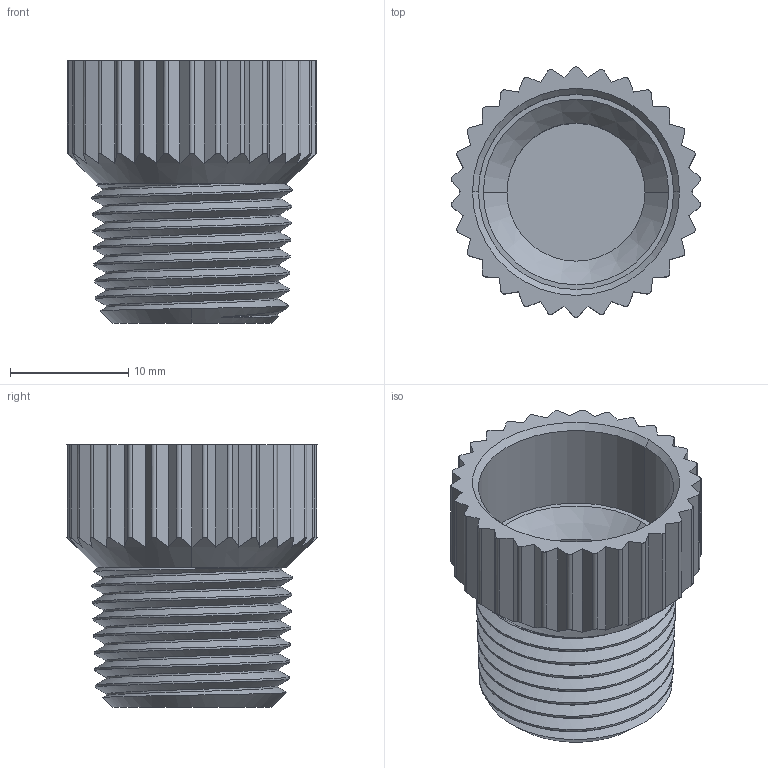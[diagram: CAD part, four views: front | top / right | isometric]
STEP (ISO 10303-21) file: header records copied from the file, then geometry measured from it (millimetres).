
FILE_DESCRIPTION (( 'STEP AP214' ), '1' );
FILE_NAME ('4WayLid_HandOperated_BBC_V2_0_1.STEP', '2020-03-23T23:13:10', ( '' ), ( '' ), 'SwSTEP 2.0', 'SolidWorks 2019', '' );
FILE_SCHEMA (( 'AUTOMOTIVE_DESIGN' ));
Length unit declared in the file: inch
Products named in the file (1): 4WayLid_HandOperated_BBC_V2_0_1
Bounding box: 21.06 x 21.18 x 22.2 mm (x, y, z)
Volume: 2289.1 mm3; surface area: 3358.6 mm2
Topology: 2 solids, 2 shells, 137 faces, 389 edges, 258 vertices
Faces by surface type: plane 66, cylinder 44, cone 24, bspline 3
Entity records: 9909 total; most frequent: CARTESIAN_POINT 4733, ORIENTED_EDGE 778, DIRECTION 582, EDGE_CURVE 389, VERTEX_POINT 258, AXIS2_PLACEMENT_3D 198, VECTOR 186, LINE 186
